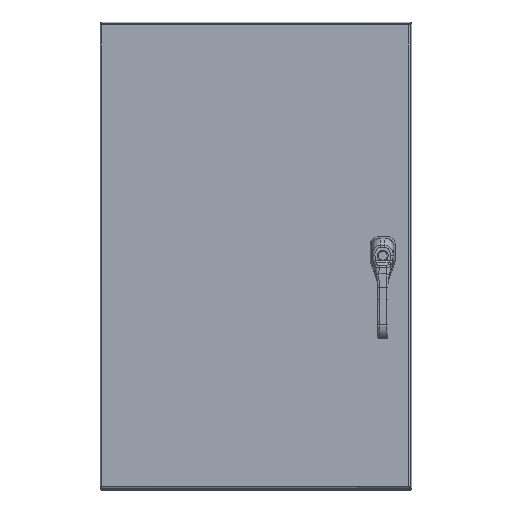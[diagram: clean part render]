
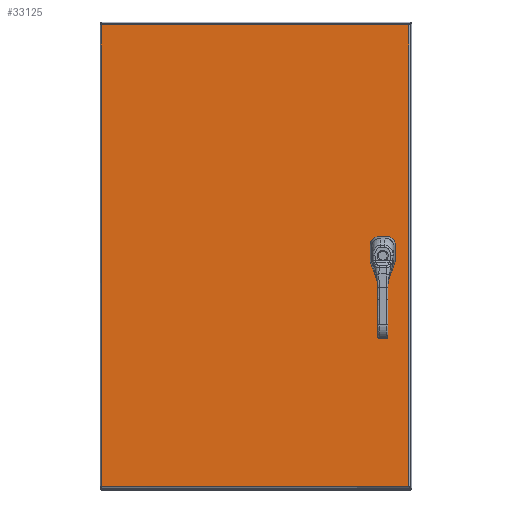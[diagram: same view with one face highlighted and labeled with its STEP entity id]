
A CAD part, top view. The second image highlights one B-rep face of the part: STEP entity #33125.
In plain terms, the highlighted face is planar.
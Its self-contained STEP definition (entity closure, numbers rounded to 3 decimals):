
#2678=FACE_BOUND('',#7417,.T.);
#2679=FACE_BOUND('',#7418,.T.);
#2680=FACE_BOUND('',#7419,.T.);
#2681=FACE_BOUND('',#7420,.T.);
#3043=CIRCLE('',#35311,0.453);
#3045=CIRCLE('',#35315,0.453);
#3047=CIRCLE('',#35319,0.453);
#3049=CIRCLE('',#35323,0.453);
#3051=CIRCLE('',#35327,0.141);
#3053=CIRCLE('',#35330,0.141);
#3055=CIRCLE('',#35333,0.141);
#5161=FACE_OUTER_BOUND('',#7416,.T.);
#7416=EDGE_LOOP('',(#22973,#22974,#22975,#22976));
#7417=EDGE_LOOP('',(#22977,#22978,#22979,#22980,#22981,#22982,#22983,#22984));
#7418=EDGE_LOOP('',(#22985));
#7419=EDGE_LOOP('',(#22986));
#7420=EDGE_LOOP('',(#22987));
#9962=LINE('',#51860,#12145);
#9966=LINE('',#51872,#12149);
#9970=LINE('',#51884,#12153);
#9974=LINE('',#51894,#12157);
#10022=LINE('',#52015,#12205);
#10028=LINE('',#52097,#12211);
#10043=LINE('',#52197,#12226);
#10058=LINE('',#52296,#12241);
#12145=VECTOR('',#39681,0.425);
#12149=VECTOR('',#39693,0.425);
#12153=VECTOR('',#39705,0.425);
#12157=VECTOR('',#39717,0.425);
#12205=VECTOR('',#39817,35.54);
#12211=VECTOR('',#39829,23.665);
#12226=VECTOR('',#39858,35.54);
#12241=VECTOR('',#39887,23.665);
#14332=VERTEX_POINT('',#51851);
#14333=VERTEX_POINT('',#51853);
#14335=VERTEX_POINT('',#51859);
#14337=VERTEX_POINT('',#51865);
#14339=VERTEX_POINT('',#51871);
#14341=VERTEX_POINT('',#51877);
#14343=VERTEX_POINT('',#51883);
#14345=VERTEX_POINT('',#51889);
#14347=VERTEX_POINT('',#51898);
#14349=VERTEX_POINT('',#51903);
#14351=VERTEX_POINT('',#51908);
#14384=VERTEX_POINT('',#52006);
#14385=VERTEX_POINT('',#52014);
#14390=VERTEX_POINT('',#52089);
#14400=VERTEX_POINT('',#52189);
#17483=EDGE_CURVE('',#14333,#14332,#3043,.T.);
#17486=EDGE_CURVE('',#14335,#14333,#9962,.T.);
#17489=EDGE_CURVE('',#14337,#14335,#3045,.T.);
#17492=EDGE_CURVE('',#14339,#14337,#9966,.T.);
#17495=EDGE_CURVE('',#14341,#14339,#3047,.T.);
#17498=EDGE_CURVE('',#14343,#14341,#9970,.T.);
#17501=EDGE_CURVE('',#14345,#14343,#3049,.T.);
#17504=EDGE_CURVE('',#14332,#14345,#9974,.T.);
#17506=EDGE_CURVE('',#14347,#14347,#3051,.T.);
#17508=EDGE_CURVE('',#14349,#14349,#3053,.T.);
#17510=EDGE_CURVE('',#14351,#14351,#3055,.T.);
#17559=EDGE_CURVE('',#14385,#14384,#10022,.T.);
#17569=EDGE_CURVE('',#14384,#14390,#10028,.T.);
#17588=EDGE_CURVE('',#14390,#14400,#10043,.T.);
#17607=EDGE_CURVE('',#14400,#14385,#10058,.T.);
#22973=ORIENTED_EDGE('',*,*,#17559,.T.);
#22974=ORIENTED_EDGE('',*,*,#17569,.T.);
#22975=ORIENTED_EDGE('',*,*,#17588,.T.);
#22976=ORIENTED_EDGE('',*,*,#17607,.T.);
#22977=ORIENTED_EDGE('',*,*,#17483,.T.);
#22978=ORIENTED_EDGE('',*,*,#17504,.T.);
#22979=ORIENTED_EDGE('',*,*,#17501,.T.);
#22980=ORIENTED_EDGE('',*,*,#17498,.T.);
#22981=ORIENTED_EDGE('',*,*,#17495,.T.);
#22982=ORIENTED_EDGE('',*,*,#17492,.T.);
#22983=ORIENTED_EDGE('',*,*,#17489,.T.);
#22984=ORIENTED_EDGE('',*,*,#17486,.T.);
#22985=ORIENTED_EDGE('',*,*,#17506,.T.);
#22986=ORIENTED_EDGE('',*,*,#17508,.T.);
#22987=ORIENTED_EDGE('',*,*,#17510,.T.);
#31737=PLANE('',#35374);
#33125=ADVANCED_FACE('',(#5161,#2678,#2679,#2680,#2681),#31737,.F.);
#35311=AXIS2_PLACEMENT_3D('',#51854,#39675,#39676);
#35315=AXIS2_PLACEMENT_3D('',#51866,#39687,#39688);
#35319=AXIS2_PLACEMENT_3D('',#51878,#39699,#39700);
#35323=AXIS2_PLACEMENT_3D('',#51890,#39711,#39712);
#35327=AXIS2_PLACEMENT_3D('',#51899,#39722,#39723);
#35330=AXIS2_PLACEMENT_3D('',#51904,#39728,#39729);
#35333=AXIS2_PLACEMENT_3D('',#51909,#39734,#39735);
#35374=AXIS2_PLACEMENT_3D('',#52382,#39912,#39913);
#39675=DIRECTION('center_axis',(0.,0.,1.));
#39676=DIRECTION('ref_axis',(-0.469,-0.883,0.));
#39681=DIRECTION('',(0.,1.,0.));
#39687=DIRECTION('center_axis',(0.,0.,1.));
#39688=DIRECTION('ref_axis',(-0.883,0.469,0.));
#39693=DIRECTION('',(1.,0.,0.));
#39699=DIRECTION('center_axis',(0.,0.,1.));
#39700=DIRECTION('ref_axis',(0.469,0.883,0.));
#39705=DIRECTION('',(0.,-1.,0.));
#39711=DIRECTION('center_axis',(0.,0.,1.));
#39712=DIRECTION('ref_axis',(0.883,-0.469,0.));
#39717=DIRECTION('',(-1.,0.,0.));
#39722=DIRECTION('center_axis',(0.,0.,1.));
#39723=DIRECTION('ref_axis',(1.,0.,0.));
#39728=DIRECTION('center_axis',(0.,0.,1.));
#39729=DIRECTION('ref_axis',(1.,0.,0.));
#39734=DIRECTION('center_axis',(0.,0.,1.));
#39735=DIRECTION('ref_axis',(1.,0.,0.));
#39817=DIRECTION('',(0.,-1.,0.));
#39829=DIRECTION('',(-1.,0.,0.));
#39858=DIRECTION('',(0.,1.,0.));
#39887=DIRECTION('',(1.,0.,0.));
#39912=DIRECTION('center_axis',(0.,0.,1.));
#39913=DIRECTION('ref_axis',(1.,0.,0.));
#51851=CARTESIAN_POINT('',(2.338,18.275,0.));
#51853=CARTESIAN_POINT('',(2.525,18.088,0.));
#51854=CARTESIAN_POINT('Origin',(2.125,17.875,0.));
#51859=CARTESIAN_POINT('',(2.525,17.662,0.));
#51860=CARTESIAN_POINT('',(2.525,17.981,0.));
#51865=CARTESIAN_POINT('',(2.338,17.475,0.));
#51866=CARTESIAN_POINT('Origin',(2.125,17.875,0.));
#51871=CARTESIAN_POINT('',(1.912,17.475,0.));
#51872=CARTESIAN_POINT('',(7.138,17.475,0.));
#51877=CARTESIAN_POINT('',(1.725,17.662,0.));
#51878=CARTESIAN_POINT('Origin',(2.125,17.875,0.));
#51883=CARTESIAN_POINT('',(1.725,18.088,0.));
#51884=CARTESIAN_POINT('',(1.725,17.769,0.));
#51889=CARTESIAN_POINT('',(1.912,18.275,0.));
#51890=CARTESIAN_POINT('Origin',(2.125,17.875,0.));
#51894=CARTESIAN_POINT('',(6.925,18.275,0.));
#51898=CARTESIAN_POINT('',(1.985,16.497,0.));
#51899=CARTESIAN_POINT('Origin',(2.125,16.497,0.));
#51903=CARTESIAN_POINT('',(1.985,16.989,0.));
#51904=CARTESIAN_POINT('Origin',(2.125,16.989,0.));
#51908=CARTESIAN_POINT('',(1.985,18.76,0.));
#51909=CARTESIAN_POINT('Origin',(2.125,18.76,0.));
#52006=CARTESIAN_POINT('',(23.77,0.105,0.));
#52014=CARTESIAN_POINT('',(23.77,35.645,0.));
#52015=CARTESIAN_POINT('',(23.77,26.76,0.));
#52089=CARTESIAN_POINT('',(0.105,0.105,0.));
#52097=CARTESIAN_POINT('',(17.854,0.105,0.));
#52189=CARTESIAN_POINT('',(0.105,35.645,0.));
#52197=CARTESIAN_POINT('',(0.105,8.99,0.));
#52296=CARTESIAN_POINT('',(6.021,35.645,0.));
#52382=CARTESIAN_POINT('Origin',(11.938,17.875,0.));
